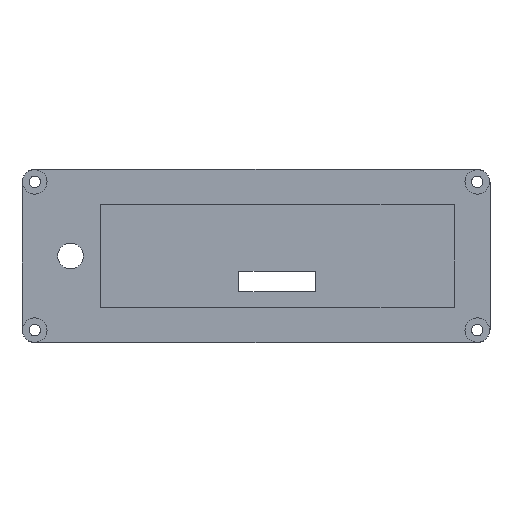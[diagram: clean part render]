
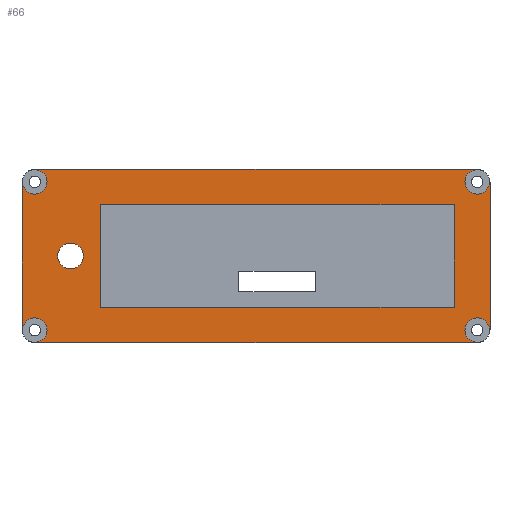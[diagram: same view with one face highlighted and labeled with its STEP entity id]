
A CAD part, top view. The second image highlights one B-rep face of the part: STEP entity #66.
In plain terms, the highlighted planar face has unit normal (0, 0, 1).
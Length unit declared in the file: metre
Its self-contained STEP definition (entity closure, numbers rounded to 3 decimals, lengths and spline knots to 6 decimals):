
#66 = ADVANCED_FACE( '', ( #156, #157, #158, #159, #160, #161, #162 ), #163, .T. );
#156 = FACE_BOUND( '', #285, .T. );
#157 = FACE_BOUND( '', #286, .T. );
#158 = FACE_BOUND( '', #287, .T. );
#159 = FACE_BOUND( '', #288, .T. );
#160 = FACE_BOUND( '', #289, .T. );
#161 = FACE_OUTER_BOUND( '', #290, .T. );
#162 = FACE_BOUND( '', #291, .T. );
#163 = PLANE( '', #292 );
#285 = EDGE_LOOP( '', ( #427 ) );
#286 = EDGE_LOOP( '', ( #428 ) );
#287 = EDGE_LOOP( '', ( #429 ) );
#288 = EDGE_LOOP( '', ( #430 ) );
#289 = EDGE_LOOP( '', ( #431 ) );
#290 = EDGE_LOOP( '', ( #432, #433, #434, #435, #436, #437, #438, #439 ) );
#291 = EDGE_LOOP( '', ( #440, #441, #442, #443 ) );
#292 = AXIS2_PLACEMENT_3D( '', #444, #445, #446 );
#427 = ORIENTED_EDGE( '', *, *, #657, .F. );
#428 = ORIENTED_EDGE( '', *, *, #671, .F. );
#429 = ORIENTED_EDGE( '', *, *, #660, .F. );
#430 = ORIENTED_EDGE( '', *, *, #672, .F. );
#431 = ORIENTED_EDGE( '', *, *, #673, .F. );
#432 = ORIENTED_EDGE( '', *, *, #674, .F. );
#433 = ORIENTED_EDGE( '', *, *, #675, .T. );
#434 = ORIENTED_EDGE( '', *, *, #676, .T. );
#435 = ORIENTED_EDGE( '', *, *, #677, .T. );
#436 = ORIENTED_EDGE( '', *, *, #678, .T. );
#437 = ORIENTED_EDGE( '', *, *, #679, .T. );
#438 = ORIENTED_EDGE( '', *, *, #680, .F. );
#439 = ORIENTED_EDGE( '', *, *, #681, .T. );
#440 = ORIENTED_EDGE( '', *, *, #682, .F. );
#441 = ORIENTED_EDGE( '', *, *, #683, .T. );
#442 = ORIENTED_EDGE( '', *, *, #684, .T. );
#443 = ORIENTED_EDGE( '', *, *, #685, .F. );
#444 = CARTESIAN_POINT( '', ( 0., 0., 0.033 ) );
#445 = DIRECTION( '', ( 0., 0., 1. ) );
#446 = DIRECTION( '', ( 1., 0., 0. ) );
#657 = EDGE_CURVE( '', #761, #761, #762, .T. );
#660 = EDGE_CURVE( '', #766, #766, #767, .T. );
#671 = EDGE_CURVE( '', #785, #785, #786, .T. );
#672 = EDGE_CURVE( '', #787, #787, #788, .T. );
#673 = EDGE_CURVE( '', #789, #789, #790, .T. );
#674 = EDGE_CURVE( '', #791, #792, #793, .T. );
#675 = EDGE_CURVE( '', #791, #794, #795, .T. );
#676 = EDGE_CURVE( '', #794, #796, #797, .T. );
#677 = EDGE_CURVE( '', #796, #798, #799, .T. );
#678 = EDGE_CURVE( '', #798, #800, #801, .T. );
#679 = EDGE_CURVE( '', #800, #802, #803, .T. );
#680 = EDGE_CURVE( '', #804, #802, #805, .T. );
#681 = EDGE_CURVE( '', #804, #792, #806, .T. );
#682 = EDGE_CURVE( '', #807, #808, #809, .T. );
#683 = EDGE_CURVE( '', #807, #810, #811, .T. );
#684 = EDGE_CURVE( '', #810, #812, #813, .T. );
#685 = EDGE_CURVE( '', #808, #812, #814, .T. );
#761 = VERTEX_POINT( '', #913 );
#762 = CIRCLE( '', #914, 0.0024 );
#766 = VERTEX_POINT( '', #918 );
#767 = CIRCLE( '', #919, 0.0024 );
#785 = VERTEX_POINT( '', #944 );
#786 = CIRCLE( '', #945, 0.0024 );
#787 = VERTEX_POINT( '', #946 );
#788 = CIRCLE( '', #947, 0.0024 );
#789 = VERTEX_POINT( '', #948 );
#790 = CIRCLE( '', #949, 0.0025 );
#791 = VERTEX_POINT( '', #950 );
#792 = VERTEX_POINT( '', #951 );
#793 = LINE( '', #952, #953 );
#794 = VERTEX_POINT( '', #954 );
#795 = CIRCLE( '', #955, 0.0027 );
#796 = VERTEX_POINT( '', #956 );
#797 = LINE( '', #957, #958 );
#798 = VERTEX_POINT( '', #959 );
#799 = CIRCLE( '', #960, 0.0027 );
#800 = VERTEX_POINT( '', #961 );
#801 = LINE( '', #962, #963 );
#802 = VERTEX_POINT( '', #964 );
#803 = CIRCLE( '', #965, 0.0027 );
#804 = VERTEX_POINT( '', #966 );
#805 = LINE( '', #967, #968 );
#806 = CIRCLE( '', #969, 0.0027 );
#807 = VERTEX_POINT( '', #970 );
#808 = VERTEX_POINT( '', #971 );
#809 = LINE( '', #972, #973 );
#810 = VERTEX_POINT( '', #974 );
#811 = LINE( '', #975, #976 );
#812 = VERTEX_POINT( '', #977 );
#813 = LINE( '', #978, #979 );
#814 = LINE( '', #980, #981 );
#913 = CARTESIAN_POINT( '', ( 0.04565, 0.0145, 0.033 ) );
#914 = AXIS2_PLACEMENT_3D( '', #1092, #1093, #1094 );
#918 = CARTESIAN_POINT( '', ( 0.04565, -0.0145, 0.033 ) );
#919 = AXIS2_PLACEMENT_3D( '', #1098, #1099, #1100 );
#944 = CARTESIAN_POINT( '', ( -0.04085, -0.0145, 0.033 ) );
#945 = AXIS2_PLACEMENT_3D( '', #1111, #1112, #1113 );
#946 = CARTESIAN_POINT( '', ( -0.04085, 0.0145, 0.033 ) );
#947 = AXIS2_PLACEMENT_3D( '', #1114, #1115, #1116 );
#948 = CARTESIAN_POINT( '', ( -0.03375, 0., 0.033 ) );
#949 = AXIS2_PLACEMENT_3D( '', #1117, #1118, #1119 );
#950 = CARTESIAN_POINT( '', ( 0.04575, 0.0143, 0.033 ) );
#951 = CARTESIAN_POINT( '', ( 0.04575, -0.0143, 0.033 ) );
#952 = CARTESIAN_POINT( '', ( 0.04575, 0., 0.033 ) );
#953 = VECTOR( '', #1120, 1. );
#954 = CARTESIAN_POINT( '', ( 0.04305, 0.017, 0.033 ) );
#955 = AXIS2_PLACEMENT_3D( '', #1121, #1122, #1123 );
#956 = CARTESIAN_POINT( '', ( -0.04305, 0.017, 0.033 ) );
#957 = CARTESIAN_POINT( '', ( 0., 0.017, 0.033 ) );
#958 = VECTOR( '', #1124, 1. );
#959 = CARTESIAN_POINT( '', ( -0.04575, 0.0143, 0.033 ) );
#960 = AXIS2_PLACEMENT_3D( '', #1125, #1126, #1127 );
#961 = CARTESIAN_POINT( '', ( -0.04575, -0.0143, 0.033 ) );
#962 = CARTESIAN_POINT( '', ( -0.04575, 0., 0.033 ) );
#963 = VECTOR( '', #1128, 1. );
#964 = CARTESIAN_POINT( '', ( -0.04305, -0.017, 0.033 ) );
#965 = AXIS2_PLACEMENT_3D( '', #1129, #1130, #1131 );
#966 = CARTESIAN_POINT( '', ( 0.04305, -0.017, 0.033 ) );
#967 = CARTESIAN_POINT( '', ( 0., -0.017, 0.033 ) );
#968 = VECTOR( '', #1132, 1. );
#969 = AXIS2_PLACEMENT_3D( '', #1133, #1134, #1135 );
#970 = CARTESIAN_POINT( '', ( -0.03045, -0.01, 0.033 ) );
#971 = CARTESIAN_POINT( '', ( 0.03875, -0.01, 0.033 ) );
#972 = CARTESIAN_POINT( '', ( 0.00415, -0.01, 0.033 ) );
#973 = VECTOR( '', #1136, 1. );
#974 = CARTESIAN_POINT( '', ( -0.03045, 0.01, 0.033 ) );
#975 = CARTESIAN_POINT( '', ( -0.03045, 0., 0.033 ) );
#976 = VECTOR( '', #1137, 1. );
#977 = CARTESIAN_POINT( '', ( 0.03875, 0.01, 0.033 ) );
#978 = CARTESIAN_POINT( '', ( 0.00415, 0.01, 0.033 ) );
#979 = VECTOR( '', #1138, 1. );
#980 = CARTESIAN_POINT( '', ( 0.03875, 0., 0.033 ) );
#981 = VECTOR( '', #1139, 1. );
#1092 = CARTESIAN_POINT( '', ( 0.04325, 0.0145, 0.033 ) );
#1093 = DIRECTION( '', ( 0., 0., 1. ) );
#1094 = DIRECTION( '', ( 1., 0., 0. ) );
#1098 = CARTESIAN_POINT( '', ( 0.04325, -0.0145, 0.033 ) );
#1099 = DIRECTION( '', ( 0., 0., 1. ) );
#1100 = DIRECTION( '', ( 1., 0., 0. ) );
#1111 = CARTESIAN_POINT( '', ( -0.04325, -0.0145, 0.033 ) );
#1112 = DIRECTION( '', ( 0., 0., 1. ) );
#1113 = DIRECTION( '', ( 1., 0., 0. ) );
#1114 = CARTESIAN_POINT( '', ( -0.04325, 0.0145, 0.033 ) );
#1115 = DIRECTION( '', ( 0., 0., 1. ) );
#1116 = DIRECTION( '', ( 1., 0., 0. ) );
#1117 = CARTESIAN_POINT( '', ( -0.03625, 0., 0.033 ) );
#1118 = DIRECTION( '', ( 0., 0., 1. ) );
#1119 = DIRECTION( '', ( 1., 0., 0. ) );
#1120 = DIRECTION( '', ( 0., -1., 0. ) );
#1121 = CARTESIAN_POINT( '', ( 0.04305, 0.0143, 0.033 ) );
#1122 = DIRECTION( '', ( 0., 0., 1. ) );
#1123 = DIRECTION( '', ( 1., 0., 0. ) );
#1124 = DIRECTION( '', ( -1., 0., 0. ) );
#1125 = CARTESIAN_POINT( '', ( -0.04305, 0.0143, 0.033 ) );
#1126 = DIRECTION( '', ( 0., 0., 1. ) );
#1127 = DIRECTION( '', ( 1., 0., 0. ) );
#1128 = DIRECTION( '', ( 0., -1., 0. ) );
#1129 = CARTESIAN_POINT( '', ( -0.04305, -0.0143, 0.033 ) );
#1130 = DIRECTION( '', ( 0., 0., 1. ) );
#1131 = DIRECTION( '', ( 1., 0., 0. ) );
#1132 = DIRECTION( '', ( -1., 0., 0. ) );
#1133 = CARTESIAN_POINT( '', ( 0.04305, -0.0143, 0.033 ) );
#1134 = DIRECTION( '', ( 0., 0., 1. ) );
#1135 = DIRECTION( '', ( 1., 0., 0. ) );
#1136 = DIRECTION( '', ( 1., 0., 0. ) );
#1137 = DIRECTION( '', ( 0., 1., 0. ) );
#1138 = DIRECTION( '', ( 1., 0., 0. ) );
#1139 = DIRECTION( '', ( 0., 1., 0. ) );
